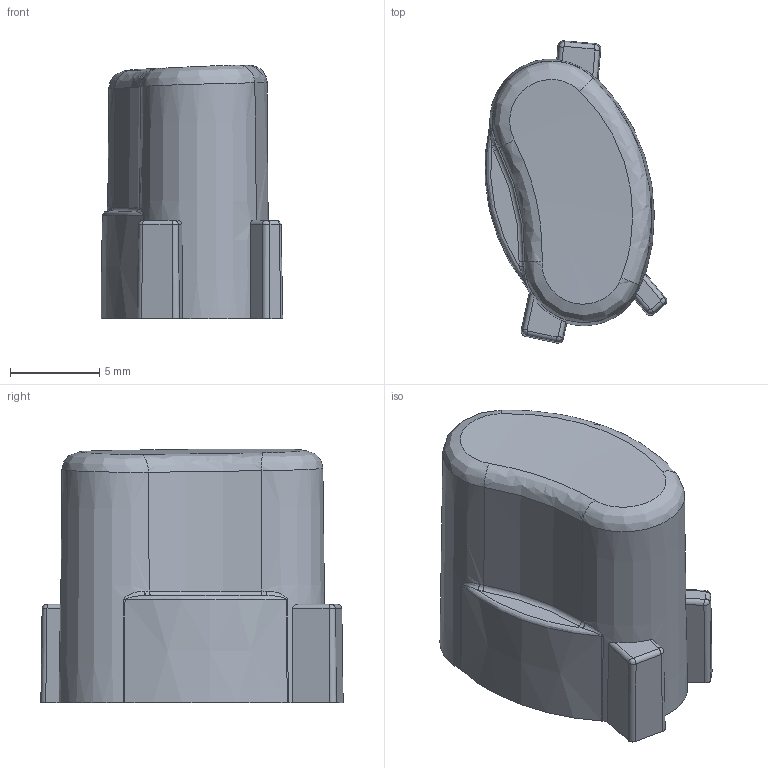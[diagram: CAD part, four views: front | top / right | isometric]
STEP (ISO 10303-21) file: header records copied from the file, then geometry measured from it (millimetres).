
FILE_DESCRIPTION(/* description */ (''),/* implementation_level */ '2;1');
FILE_NAME(/* name */ 'X Button.step',/* time_stamp */ '2023-12-12T13:54:54-08:00',/* author */ (''),/* organization */ (''),/* preprocessor_version */ 'ST-DEVELOPER v20',/* originating_system */ 'Autodesk Translation Framework v12.14.0.127',/* authorisation */ '');
FILE_SCHEMA (('AUTOMOTIVE_DESIGN { 1 0 10303 214 3 1 1 }'));
Length unit declared in the file: millimetre
Products named in the file (1): U X OEM
Bounding box: 10.14 x 16.89 x 14.17 mm (x, y, z)
Volume: 695.7 mm3; surface area: 1566.3 mm2
Topology: 1 solids, 1 shells, 93 faces, 233 edges, 144 vertices
Faces by surface type: bspline 24, plane 22, cone 21, cylinder 19, torus 7
Entity records: 3648 total; most frequent: CARTESIAN_POINT 1582, ORIENTED_EDGE 466, DIRECTION 374, EDGE_CURVE 233, AXIS2_PLACEMENT_3D 155, VERTEX_POINT 144, EDGE_LOOP 95, FACE_OUTER_BOUND 93
